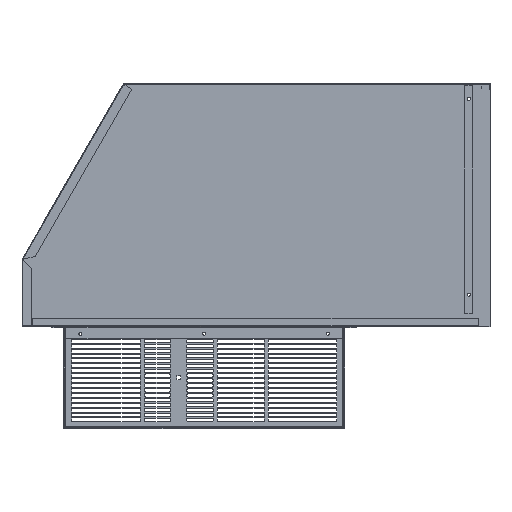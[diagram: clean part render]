
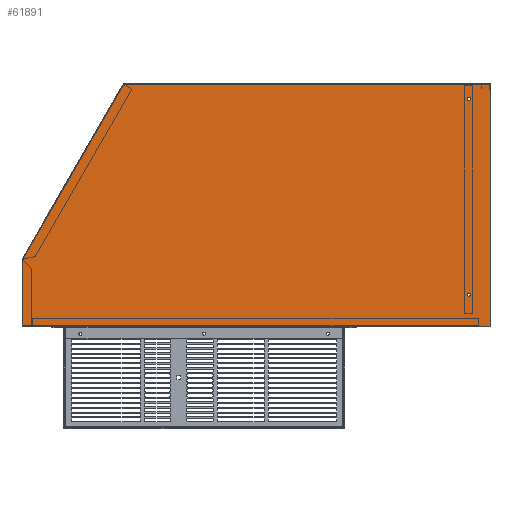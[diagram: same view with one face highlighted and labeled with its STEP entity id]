
A CAD part, left-side view. The second image highlights one B-rep face of the part: STEP entity #61891.
In plain terms, the highlighted planar face has unit normal (-1, 0, 0).
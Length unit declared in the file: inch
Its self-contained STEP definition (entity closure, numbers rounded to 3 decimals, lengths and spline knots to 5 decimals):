
#608 = DIRECTION ( 'NONE',  ( 0., 0., 1. ) ) ;
#615 = AXIS2_PLACEMENT_3D ( 'NONE', #12857, #55167, #54780 ) ;
#1580 = VERTEX_POINT ( 'NONE', #75443 ) ;
#1694 = VERTEX_POINT ( 'NONE', #51573 ) ;
#2838 = DIRECTION ( 'NONE',  ( 0., 0., -1. ) ) ;
#3868 = VECTOR ( 'NONE', #36556, 39.37008 ) ;
#4388 = CARTESIAN_POINT ( 'NONE',  ( 23.91489, 29.56167, 77.86337 ) ) ;
#6216 = EDGE_CURVE ( 'NONE', #65945, #57476, #30680, .T. ) ;
#6539 = LINE ( 'NONE', #7321, #36839 ) ;
#6994 = LINE ( 'NONE', #59213, #29224 ) ;
#7321 = CARTESIAN_POINT ( 'NONE',  ( 23.91489, 29.56167, 77.82337 ) ) ;
#7345 = CARTESIAN_POINT ( 'NONE',  ( 23.91489, 30.92067, 76.77934 ) ) ;
#7387 = EDGE_CURVE ( 'NONE', #57476, #1694, #36969, .T. ) ;
#7652 = ORIENTED_EDGE ( 'NONE', *, *, #7387, .F. ) ;
#7704 = VERTEX_POINT ( 'NONE', #35699 ) ;
#8133 = CARTESIAN_POINT ( 'NONE',  ( 23.91489, 59.52167, 62.31234 ) ) ;
#8604 = VECTOR ( 'NONE', #63348, 39.37008 ) ;
#9127 = CARTESIAN_POINT ( 'NONE',  ( 23.91489, 59.52167, 62.27234 ) ) ;
#9205 = VERTEX_POINT ( 'NONE', #38356 ) ;
#9555 = EDGE_CURVE ( 'NONE', #65945, #50287, #6539, .T. ) ;
#10376 = ORIENTED_EDGE ( 'NONE', *, *, #9555, .T. ) ;
#10706 = CARTESIAN_POINT ( 'NONE',  ( 23.91489, 59.56167, 66.58256 ) ) ;
#10755 = ORIENTED_EDGE ( 'NONE', *, *, #53153, .F. ) ;
#11574 = EDGE_CURVE ( 'NONE', #52010, #50287, #40496, .T. ) ;
#12347 = EDGE_CURVE ( 'NONE', #50941, #56252, #63986, .T. ) ;
#12514 = EDGE_LOOP ( 'NONE', ( #56444, #32353 ) ) ;
#12825 = CARTESIAN_POINT ( 'NONE',  ( 23.91489, 29.56167, 77.82337 ) ) ;
#12857 = CARTESIAN_POINT ( 'NONE',  ( 23.91489, 30.92067, 76.88084 ) ) ;
#15371 = DIRECTION ( 'NONE',  ( -1., 0., 0. ) ) ;
#15955 = ORIENTED_EDGE ( 'NONE', *, *, #25493, .T. ) ;
#16520 = DIRECTION ( 'NONE',  ( 0., 0., 1. ) ) ;
#16526 = FACE_BOUND ( 'NONE', #47285, .T. ) ;
#16687 = VECTOR ( 'NONE', #58502, 39.37008 ) ;
#17572 = CARTESIAN_POINT ( 'NONE',  ( 23.91489, 53.06891, 77.82337 ) ) ;
#19524 = EDGE_CURVE ( 'NONE', #56252, #1694, #38128, .T. ) ;
#19593 = EDGE_CURVE ( 'NONE', #42297, #9205, #47615, .T. ) ;
#20071 = VERTEX_POINT ( 'NONE', #7345 ) ;
#20251 = CARTESIAN_POINT ( 'NONE',  ( 23.91489, 59.52167, 62.31234 ) ) ;
#21554 = VECTOR ( 'NONE', #49490, 39.37008 ) ;
#21772 = VECTOR ( 'NONE', #61795, 39.37008 ) ;
#22401 = DIRECTION ( 'NONE',  ( 0., 0., 1. ) ) ;
#23592 = AXIS2_PLACEMENT_3D ( 'NONE', #4388, #15371, #22401 ) ;
#24144 = EDGE_CURVE ( 'NONE', #20071, #1580, #34399, .T. ) ;
#24376 = CARTESIAN_POINT ( 'NONE',  ( 23.91489, 30.92067, 64.41937 ) ) ;
#24573 = EDGE_CURVE ( 'NONE', #9205, #42297, #46829, .T. ) ;
#25493 = EDGE_CURVE ( 'NONE', #40884, #50941, #43820, .T. ) ;
#29224 = VECTOR ( 'NONE', #66932, 39.37008 ) ;
#30476 = ORIENTED_EDGE ( 'NONE', *, *, #11574, .F. ) ;
#30680 = LINE ( 'NONE', #54588, #3868 ) ;
#31274 = CARTESIAN_POINT ( 'NONE',  ( 23.91489, 59.56167, 66.58256 ) ) ;
#31475 = CARTESIAN_POINT ( 'NONE',  ( 23.91489, 30.16467, 77.86337 ) ) ;
#32353 = ORIENTED_EDGE ( 'NONE', *, *, #19593, .T. ) ;
#32415 = AXIS2_PLACEMENT_3D ( 'NONE', #52728, #51574, #45314 ) ;
#32546 = ORIENTED_EDGE ( 'NONE', *, *, #12347, .T. ) ;
#33771 = CARTESIAN_POINT ( 'NONE',  ( 23.91489, 30.92067, 64.31787 ) ) ;
#33838 = VECTOR ( 'NONE', #2838, 39.37008 ) ;
#34399 = CIRCLE ( 'NONE', #615, 0.1015 ) ;
#34774 = EDGE_CURVE ( 'NONE', #1580, #20071, #66188, .T. ) ;
#34939 = DIRECTION ( 'NONE',  ( 1., 0., 0. ) ) ;
#35699 = CARTESIAN_POINT ( 'NONE',  ( 23.91489, 59.56167, 62.27234 ) ) ;
#36556 = DIRECTION ( 'NONE',  ( 0., 0., -1. ) ) ;
#36839 = VECTOR ( 'NONE', #73896, 39.37008 ) ;
#36969 = LINE ( 'NONE', #49091, #21554 ) ;
#37003 = CARTESIAN_POINT ( 'NONE',  ( 23.91489, 59.56167, 62.27234 ) ) ;
#37936 = CARTESIAN_POINT ( 'NONE',  ( 23.91489, 59.52167, 77.86337 ) ) ;
#38128 = LINE ( 'NONE', #31475, #33838 ) ;
#38356 = CARTESIAN_POINT ( 'NONE',  ( 23.91489, 30.92067, 64.21637 ) ) ;
#40496 = LINE ( 'NONE', #10706, #16687 ) ;
#40884 = VERTEX_POINT ( 'NONE', #9127 ) ;
#42240 = ORIENTED_EDGE ( 'NONE', *, *, #34774, .T. ) ;
#42297 = VERTEX_POINT ( 'NONE', #24376 ) ;
#42941 = CARTESIAN_POINT ( 'NONE',  ( 23.91489, 30.92067, 64.31787 ) ) ;
#43820 = LINE ( 'NONE', #37936, #8604 ) ;
#45111 = AXIS2_PLACEMENT_3D ( 'NONE', #33771, #34939, #16520 ) ;
#45168 = PLANE ( 'NONE',  #23592 ) ;
#45314 = DIRECTION ( 'NONE',  ( 0., 0., 1. ) ) ;
#46829 = CIRCLE ( 'NONE', #76831, 0.1015 ) ;
#47285 = EDGE_LOOP ( 'NONE', ( #53027, #42240 ) ) ;
#47615 = CIRCLE ( 'NONE', #45111, 0.1015 ) ;
#48452 = EDGE_LOOP ( 'NONE', ( #52111, #15955, #32546, #74472, #7652, #72511, #10376, #30476, #10755 ) ) ;
#49091 = CARTESIAN_POINT ( 'NONE',  ( 23.91489, 59.56167, 62.27234 ) ) ;
#49490 = DIRECTION ( 'NONE',  ( 0., 1., 0. ) ) ;
#50287 = VERTEX_POINT ( 'NONE', #17572 ) ;
#50941 = VERTEX_POINT ( 'NONE', #8133 ) ;
#51573 = CARTESIAN_POINT ( 'NONE',  ( 23.91489, 30.16467, 62.27234 ) ) ;
#51574 = DIRECTION ( 'NONE',  ( 1., 0., 0. ) ) ;
#52010 = VERTEX_POINT ( 'NONE', #31274 ) ;
#52111 = ORIENTED_EDGE ( 'NONE', *, *, #69270, .F. ) ;
#52728 = CARTESIAN_POINT ( 'NONE',  ( 23.91489, 30.92067, 76.88084 ) ) ;
#53027 = ORIENTED_EDGE ( 'NONE', *, *, #24144, .T. ) ;
#53153 = EDGE_CURVE ( 'NONE', #7704, #52010, #6994, .T. ) ;
#54588 = CARTESIAN_POINT ( 'NONE',  ( 23.91489, 29.56167, 62.27234 ) ) ;
#54780 = DIRECTION ( 'NONE',  ( 0., 0., 1. ) ) ;
#55167 = DIRECTION ( 'NONE',  ( 1., 0., 0. ) ) ;
#56252 = VERTEX_POINT ( 'NONE', #65824 ) ;
#56444 = ORIENTED_EDGE ( 'NONE', *, *, #24573, .T. ) ;
#57476 = VERTEX_POINT ( 'NONE', #74027 ) ;
#58502 = DIRECTION ( 'NONE',  ( 0., -0.5, 0.866 ) ) ;
#59213 = CARTESIAN_POINT ( 'NONE',  ( 23.91489, 59.56167, 66.58256 ) ) ;
#60171 = DIRECTION ( 'NONE',  ( 1., 0., 0. ) ) ;
#60887 = DIRECTION ( 'NONE',  ( 0., 1., 0. ) ) ;
#61795 = DIRECTION ( 'NONE',  ( 0., -1., 0. ) ) ;
#61891 = ADVANCED_FACE ( 'NONE', ( #69037, #16526, #69805 ), #45168, .T. ) ;
#63348 = DIRECTION ( 'NONE',  ( 0., 0., 1. ) ) ;
#63986 = LINE ( 'NONE', #20251, #21772 ) ;
#65824 = CARTESIAN_POINT ( 'NONE',  ( 23.91489, 30.16467, 62.31234 ) ) ;
#65945 = VERTEX_POINT ( 'NONE', #12825 ) ;
#66188 = CIRCLE ( 'NONE', #32415, 0.1015 ) ;
#66861 = VECTOR ( 'NONE', #60887, 39.37008 ) ;
#66932 = DIRECTION ( 'NONE',  ( 0., 0., 1. ) ) ;
#69037 = FACE_BOUND ( 'NONE', #12514, .T. ) ;
#69270 = EDGE_CURVE ( 'NONE', #40884, #7704, #72612, .T. ) ;
#69805 = FACE_OUTER_BOUND ( 'NONE', #48452, .T. ) ;
#72511 = ORIENTED_EDGE ( 'NONE', *, *, #6216, .F. ) ;
#72612 = LINE ( 'NONE', #37003, #66861 ) ;
#73896 = DIRECTION ( 'NONE',  ( 0., 1., 0. ) ) ;
#74027 = CARTESIAN_POINT ( 'NONE',  ( 23.91489, 29.56167, 62.27234 ) ) ;
#74472 = ORIENTED_EDGE ( 'NONE', *, *, #19524, .T. ) ;
#75443 = CARTESIAN_POINT ( 'NONE',  ( 23.91489, 30.92067, 76.98234 ) ) ;
#76831 = AXIS2_PLACEMENT_3D ( 'NONE', #42941, #60171, #608 ) ;
